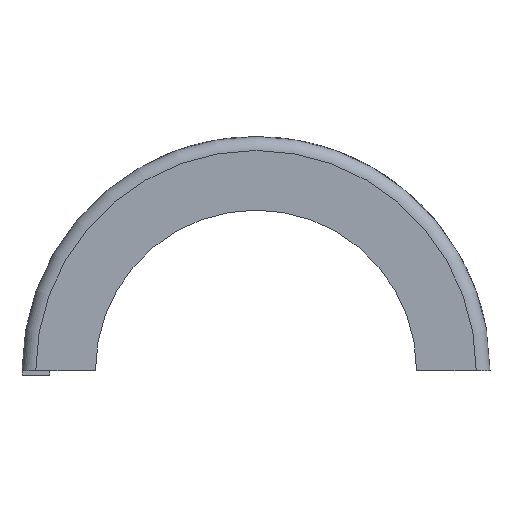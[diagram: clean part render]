
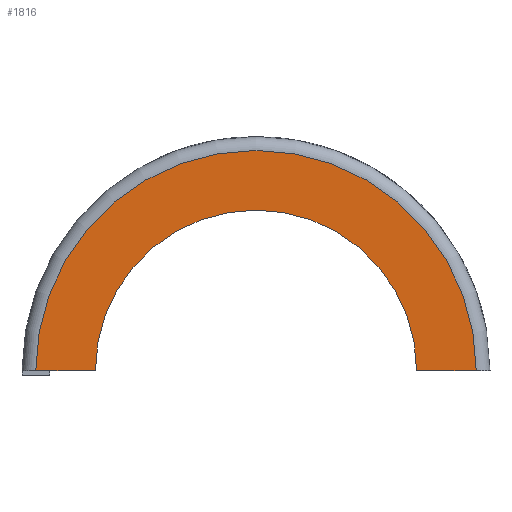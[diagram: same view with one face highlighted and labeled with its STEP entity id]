
A CAD part, left-side view. The second image highlights one B-rep face of the part: STEP entity #1816.
In plain terms, the highlighted planar face has unit normal (-1, 0, 0).
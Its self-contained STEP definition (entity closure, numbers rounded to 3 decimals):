
#90=CIRCLE('',#1980,48.);
#91=CIRCLE('',#1982,35.);
#145=PLANE('',#1981);
#222=FACE_OUTER_BOUND('',#324,.T.);
#324=EDGE_LOOP('',(#1515,#1516,#1517,#1518));
#408=LINE('',#2896,#575);
#519=LINE('',#3271,#686);
#575=VECTOR('',#2091,10.);
#686=VECTOR('',#2358,10.);
#783=VERTEX_POINT('',#2893);
#784=VERTEX_POINT('',#2895);
#896=VERTEX_POINT('',#3268);
#897=VERTEX_POINT('',#3270);
#968=EDGE_CURVE('',#784,#783,#408,.T.);
#1122=EDGE_CURVE('',#896,#897,#519,.T.);
#1127=EDGE_CURVE('',#784,#896,#90,.T.);
#1128=EDGE_CURVE('',#783,#897,#91,.T.);
#1515=ORIENTED_EDGE('',*,*,#1127,.F.);
#1516=ORIENTED_EDGE('',*,*,#968,.T.);
#1517=ORIENTED_EDGE('',*,*,#1128,.T.);
#1518=ORIENTED_EDGE('',*,*,#1122,.F.);
#1816=ADVANCED_FACE('',(#222),#145,.T.);
#1980=AXIS2_PLACEMENT_3D('',#3280,#2372,#2373);
#1981=AXIS2_PLACEMENT_3D('',#3281,#2374,#2375);
#1982=AXIS2_PLACEMENT_3D('',#3282,#2376,#2377);
#2091=DIRECTION('',(0.,-1.,0.));
#2358=DIRECTION('',(0.,1.,0.));
#2372=DIRECTION('center_axis',(1.,0.,0.));
#2373=DIRECTION('ref_axis',(0.,0.,1.));
#2374=DIRECTION('center_axis',(-1.,0.,0.));
#2375=DIRECTION('ref_axis',(0.,0.,1.));
#2376=DIRECTION('center_axis',(1.,0.,0.));
#2377=DIRECTION('ref_axis',(0.,1.,0.));
#2893=CARTESIAN_POINT('',(0.,35.,0.));
#2895=CARTESIAN_POINT('',(0.,48.,0.));
#2896=CARTESIAN_POINT('',(0.,51.,0.));
#3268=CARTESIAN_POINT('',(0.,-48.,0.));
#3270=CARTESIAN_POINT('',(0.,-35.,0.));
#3271=CARTESIAN_POINT('',(0.,-51.,0.));
#3280=CARTESIAN_POINT('Origin',(0.,0.,0.));
#3281=CARTESIAN_POINT('Origin',(0.,51.,0.));
#3282=CARTESIAN_POINT('Origin',(0.,0.,0.));
